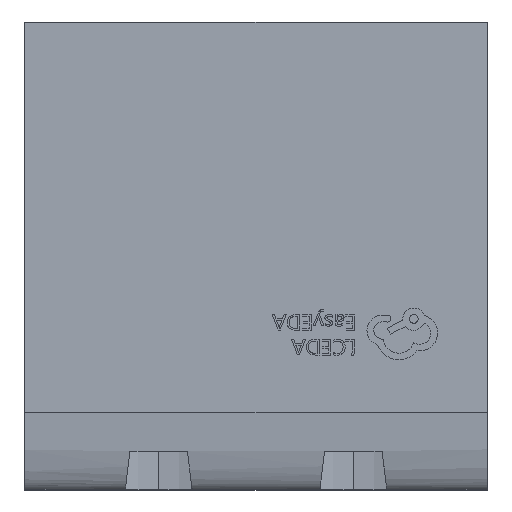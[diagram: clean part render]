
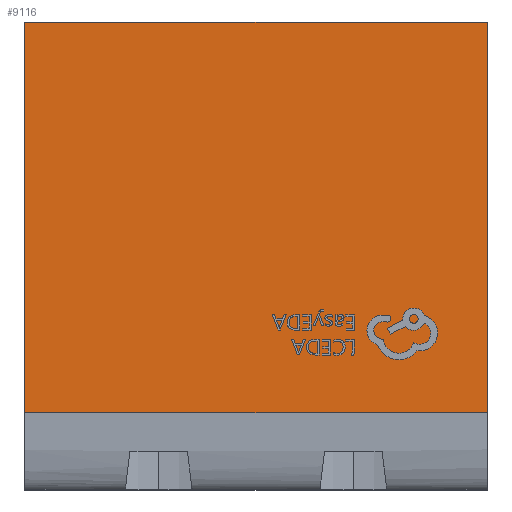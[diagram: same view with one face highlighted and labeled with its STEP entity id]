
A CAD part, top view. The second image highlights one B-rep face of the part: STEP entity #9116.
In plain terms, the highlighted planar face has unit normal (0, 0, 1).
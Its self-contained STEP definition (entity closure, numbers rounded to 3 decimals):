
#5823 = PLANE('',#5824);
#5824 = AXIS2_PLACEMENT_3D('',#5825,#5826,#5827);
#5825 = CARTESIAN_POINT('',(-6.03,1.725,7.8
    ));
#5826 = DIRECTION('',(0.,-1.,0.));
#5827 = DIRECTION('',(0.,0.,-1.));
#5851 = PLANE('',#5852);
#5852 = AXIS2_PLACEMENT_3D('',#5853,#5854,#5855);
#5853 = CARTESIAN_POINT('',(6.03,1.725,7.8)
  );
#5854 = DIRECTION('',(-1.,0.,0.));
#5855 = DIRECTION('',(0.,-1.,0.));
#5902 = PLANE('',#5903);
#5903 = AXIS2_PLACEMENT_3D('',#5904,#5905,#5906);
#5904 = CARTESIAN_POINT('',(-6.03,1.725,7.8
    ));
#5905 = DIRECTION('',(1.,0.,0.));
#5906 = DIRECTION('',(0.,1.,0.));
#8107 = VERTEX_POINT('',#8108);
#8108 = CARTESIAN_POINT('',(6.03,-8.475,7.8)
  );
#8122 = PLANE('',#8123);
#8123 = AXIS2_PLACEMENT_3D('',#8124,#8125,#8126);
#8124 = CARTESIAN_POINT('',(-6.03,-8.475,
    8.3));
#8125 = DIRECTION('',(0.,-1.,0.));
#8126 = DIRECTION('',(0.,0.,-1.));
#8352 = VERTEX_POINT('',#8353);
#8353 = CARTESIAN_POINT('',(6.03,1.725,7.8)
  );
#8374 = EDGE_CURVE('',#8107,#8352,#8375,.T.);
#8375 = SURFACE_CURVE('',#8376,(#8380,#8387),.PCURVE_S1.);
#8376 = LINE('',#8377,#8378);
#8377 = CARTESIAN_POINT('',(6.03,1.725,7.8)
  );
#8378 = VECTOR('',#8379,1.);
#8379 = DIRECTION('',(0.,1.,0.));
#8380 = PCURVE('',#5851,#8381);
#8381 = DEFINITIONAL_REPRESENTATION('',(#8382),#8386);
#8382 = LINE('',#8383,#8384);
#8383 = CARTESIAN_POINT('',(0.,0.));
#8384 = VECTOR('',#8385,1.);
#8385 = DIRECTION('',(-1.,0.));
#8386 = ( GEOMETRIC_REPRESENTATION_CONTEXT(2) 
PARAMETRIC_REPRESENTATION_CONTEXT() REPRESENTATION_CONTEXT('2D SPACE',''
  ) );
#8387 = PCURVE('',#8388,#8393);
#8388 = PLANE('',#8389);
#8389 = AXIS2_PLACEMENT_3D('',#8390,#8391,#8392);
#8390 = CARTESIAN_POINT('',(-2.54,0.025,
    7.8));
#8391 = DIRECTION('',(0.,0.,1.));
#8392 = DIRECTION('',(1.,0.,-0.));
#8393 = DEFINITIONAL_REPRESENTATION('',(#8394),#8398);
#8394 = LINE('',#8395,#8396);
#8395 = CARTESIAN_POINT('',(8.57,1.7));
#8396 = VECTOR('',#8397,1.);
#8397 = DIRECTION('',(0.,1.));
#8398 = ( GEOMETRIC_REPRESENTATION_CONTEXT(2) 
PARAMETRIC_REPRESENTATION_CONTEXT() REPRESENTATION_CONTEXT('2D SPACE',''
  ) );
#8529 = VERTEX_POINT('',#8530);
#8530 = CARTESIAN_POINT('',(-6.03,1.725,7.8
    ));
#8551 = EDGE_CURVE('',#8352,#8529,#8552,.T.);
#8552 = SURFACE_CURVE('',#8553,(#8557,#8564),.PCURVE_S1.);
#8553 = LINE('',#8554,#8555);
#8554 = CARTESIAN_POINT('',(-6.03,1.725,7.8
    ));
#8555 = VECTOR('',#8556,1.);
#8556 = DIRECTION('',(-1.,-0.,-0.));
#8557 = PCURVE('',#5823,#8558);
#8558 = DEFINITIONAL_REPRESENTATION('',(#8559),#8563);
#8559 = LINE('',#8560,#8561);
#8560 = CARTESIAN_POINT('',(0.,0.));
#8561 = VECTOR('',#8562,1.);
#8562 = DIRECTION('',(0.,-1.));
#8563 = ( GEOMETRIC_REPRESENTATION_CONTEXT(2) 
PARAMETRIC_REPRESENTATION_CONTEXT() REPRESENTATION_CONTEXT('2D SPACE',''
  ) );
#8564 = PCURVE('',#8388,#8565);
#8565 = DEFINITIONAL_REPRESENTATION('',(#8566),#8570);
#8566 = LINE('',#8567,#8568);
#8567 = CARTESIAN_POINT('',(-3.49,1.7));
#8568 = VECTOR('',#8569,1.);
#8569 = DIRECTION('',(-1.,0.));
#8570 = ( GEOMETRIC_REPRESENTATION_CONTEXT(2) 
PARAMETRIC_REPRESENTATION_CONTEXT() REPRESENTATION_CONTEXT('2D SPACE',''
  ) );
#8793 = VERTEX_POINT('',#8794);
#8794 = CARTESIAN_POINT('',(-6.03,-8.475,7.8
    ));
#8815 = EDGE_CURVE('',#8529,#8793,#8816,.T.);
#8816 = SURFACE_CURVE('',#8817,(#8821,#8828),.PCURVE_S1.);
#8817 = LINE('',#8818,#8819);
#8818 = CARTESIAN_POINT('',(-6.03,1.725,7.8
    ));
#8819 = VECTOR('',#8820,1.);
#8820 = DIRECTION('',(0.,-1.,0.));
#8821 = PCURVE('',#5902,#8822);
#8822 = DEFINITIONAL_REPRESENTATION('',(#8823),#8827);
#8823 = LINE('',#8824,#8825);
#8824 = CARTESIAN_POINT('',(0.,0.));
#8825 = VECTOR('',#8826,1.);
#8826 = DIRECTION('',(-1.,0.));
#8827 = ( GEOMETRIC_REPRESENTATION_CONTEXT(2) 
PARAMETRIC_REPRESENTATION_CONTEXT() REPRESENTATION_CONTEXT('2D SPACE',''
  ) );
#8828 = PCURVE('',#8388,#8829);
#8829 = DEFINITIONAL_REPRESENTATION('',(#8830),#8834);
#8830 = LINE('',#8831,#8832);
#8831 = CARTESIAN_POINT('',(-3.49,1.7));
#8832 = VECTOR('',#8833,1.);
#8833 = DIRECTION('',(0.,-1.));
#8834 = ( GEOMETRIC_REPRESENTATION_CONTEXT(2) 
PARAMETRIC_REPRESENTATION_CONTEXT() REPRESENTATION_CONTEXT('2D SPACE',''
  ) );
#9116 = ADVANCED_FACE('',(#9117),#8388,.T.);
#9117 = FACE_BOUND('',#9118,.T.);
#9118 = EDGE_LOOP('',(#9119,#9140,#9141,#9142));
#9119 = ORIENTED_EDGE('',*,*,#9120,.F.);
#9120 = EDGE_CURVE('',#8107,#8793,#9121,.T.);
#9121 = SURFACE_CURVE('',#9122,(#9126,#9133),.PCURVE_S1.);
#9122 = LINE('',#9123,#9124);
#9123 = CARTESIAN_POINT('',(-6.03,-8.475,7.8
    ));
#9124 = VECTOR('',#9125,1.);
#9125 = DIRECTION('',(-1.,-0.,-0.));
#9126 = PCURVE('',#8388,#9127);
#9127 = DEFINITIONAL_REPRESENTATION('',(#9128),#9132);
#9128 = LINE('',#9129,#9130);
#9129 = CARTESIAN_POINT('',(-3.49,-8.5));
#9130 = VECTOR('',#9131,1.);
#9131 = DIRECTION('',(-1.,0.));
#9132 = ( GEOMETRIC_REPRESENTATION_CONTEXT(2) 
PARAMETRIC_REPRESENTATION_CONTEXT() REPRESENTATION_CONTEXT('2D SPACE',''
  ) );
#9133 = PCURVE('',#8122,#9134);
#9134 = DEFINITIONAL_REPRESENTATION('',(#9135),#9139);
#9135 = LINE('',#9136,#9137);
#9136 = CARTESIAN_POINT('',(0.5,0.));
#9137 = VECTOR('',#9138,1.);
#9138 = DIRECTION('',(0.,-1.));
#9139 = ( GEOMETRIC_REPRESENTATION_CONTEXT(2) 
PARAMETRIC_REPRESENTATION_CONTEXT() REPRESENTATION_CONTEXT('2D SPACE',''
  ) );
#9140 = ORIENTED_EDGE('',*,*,#8374,.T.);
#9141 = ORIENTED_EDGE('',*,*,#8551,.T.);
#9142 = ORIENTED_EDGE('',*,*,#8815,.T.);
